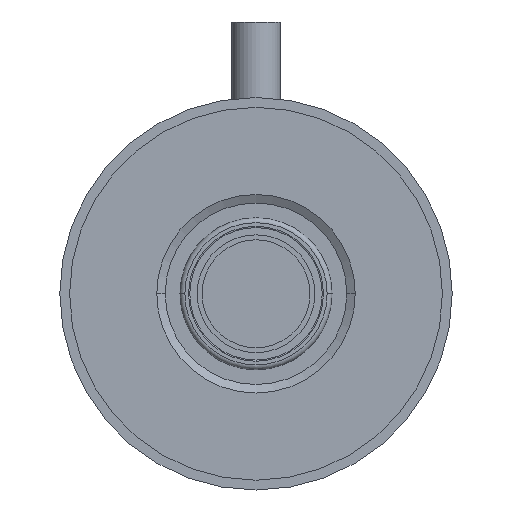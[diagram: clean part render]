
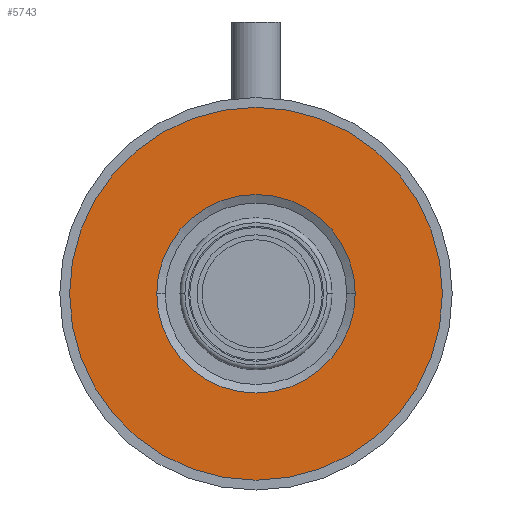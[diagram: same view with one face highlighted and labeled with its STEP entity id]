
A CAD part, front view. The second image highlights one B-rep face of the part: STEP entity #5743.
In plain terms, the highlighted planar face has unit normal (0, -1, 0).
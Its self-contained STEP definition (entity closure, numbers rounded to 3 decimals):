
#230=CARTESIAN_POINT('',(0.,45.5,0.));
#231=DIRECTION('',(0.,1.,0.));
#232=DIRECTION('',(1.,0.,0.));
#233=AXIS2_PLACEMENT_3D('',#230,#231,#232);
#235=CARTESIAN_POINT('',(0.,45.5,0.));
#236=DIRECTION('',(0.,-1.,0.));
#237=DIRECTION('',(1.,0.,0.));
#238=AXIS2_PLACEMENT_3D('',#235,#236,#237);
#240=CARTESIAN_POINT('',(0.,45.5,0.));
#241=DIRECTION('',(0.,1.,0.));
#242=DIRECTION('',(1.,0.,0.));
#243=AXIS2_PLACEMENT_3D('',#240,#241,#242);
#245=CARTESIAN_POINT('',(0.,45.5,0.));
#246=DIRECTION('',(0.,-1.,0.));
#247=DIRECTION('',(1.,0.,0.));
#248=AXIS2_PLACEMENT_3D('',#245,#246,#247);
#5202=CARTESIAN_POINT('',(20.232,45.5,0.));
#5204=VERTEX_POINT('',#5202);
#5205=CARTESIAN_POINT('',(38.,45.5,0.));
#5207=VERTEX_POINT('',#5205);
#5214=CARTESIAN_POINT('',(-20.232,45.5,0.));
#5216=VERTEX_POINT('',#5214);
#5217=CARTESIAN_POINT('',(-38.,45.5,0.));
#5219=VERTEX_POINT('',#5217);
#5728=CARTESIAN_POINT('',(0.,45.5,0.));
#5729=DIRECTION('',(0.,-1.,0.));
#5730=DIRECTION('',(-1.,0.,0.));
#5731=AXIS2_PLACEMENT_3D('',#5728,#5729,#5730);
#5732=PLANE('',#5731);
#5733=ORIENTED_EDGE('',*,*,#5714,.F.);
#5734=ORIENTED_EDGE('',*,*,#5696,.T.);
#5735=EDGE_LOOP('',(#5733,#5734));
#5736=FACE_OUTER_BOUND('',#5735,.F.);
#5738=ORIENTED_EDGE('',*,*,#5737,.F.);
#5740=ORIENTED_EDGE('',*,*,#5739,.T.);
#5741=EDGE_LOOP('',(#5738,#5740));
#5742=FACE_BOUND('',#5741,.F.);
#5743=ADVANCED_FACE('',(#5736,#5742),#5732,.T.);
#234=CIRCLE('',#233,38.);
#239=CIRCLE('',#238,38.);
#244=CIRCLE('',#243,20.232);
#249=CIRCLE('',#248,20.232);
#5696=EDGE_CURVE('',#5207,#5219,#234,.T.);
#5714=EDGE_CURVE('',#5207,#5219,#239,.T.);
#5737=EDGE_CURVE('',#5204,#5216,#244,.T.);
#5739=EDGE_CURVE('',#5204,#5216,#249,.T.);
